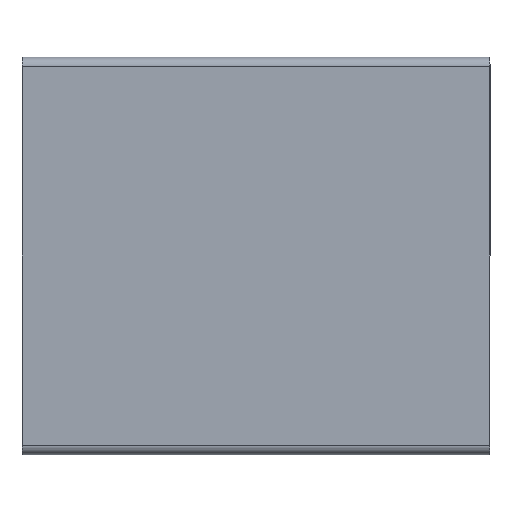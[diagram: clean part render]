
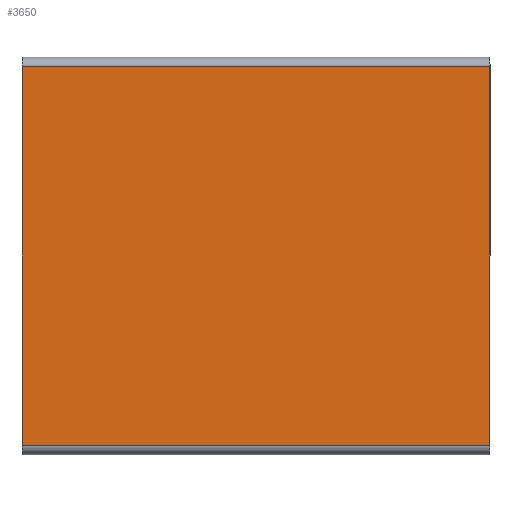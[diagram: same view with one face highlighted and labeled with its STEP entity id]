
A CAD part, left-side view. The second image highlights one B-rep face of the part: STEP entity #3650.
In plain terms, the highlighted planar face has unit normal (-1, 0, 0).
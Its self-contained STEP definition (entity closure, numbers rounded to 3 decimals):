
#343=FACE_OUTER_BOUND('',#590,.T.);
#590=EDGE_LOOP('',(#3235,#3236,#3237,#3238));
#962=LINE('',#5699,#1403);
#964=LINE('',#5709,#1405);
#976=LINE('',#5739,#1417);
#1028=LINE('',#5862,#1469);
#1403=VECTOR('',#4667,10.);
#1405=VECTOR('',#4679,10.);
#1417=VECTOR('',#4705,10.);
#1469=VECTOR('',#4837,10.);
#1754=VERTEX_POINT('',#5696);
#1755=VERTEX_POINT('',#5698);
#1758=VERTEX_POINT('',#5707);
#1769=VERTEX_POINT('',#5737);
#2207=EDGE_CURVE('',#1754,#1755,#962,.T.);
#2213=EDGE_CURVE('',#1758,#1754,#964,.T.);
#2228=EDGE_CURVE('',#1769,#1758,#976,.T.);
#2288=EDGE_CURVE('',#1769,#1755,#1028,.T.);
#3235=ORIENTED_EDGE('',*,*,#2207,.F.);
#3236=ORIENTED_EDGE('',*,*,#2213,.F.);
#3237=ORIENTED_EDGE('',*,*,#2228,.F.);
#3238=ORIENTED_EDGE('',*,*,#2288,.T.);
#3453=PLANE('',#3916);
#3650=ADVANCED_FACE('',(#343),#3453,.T.);
#3916=AXIS2_PLACEMENT_3D('',#5861,#4835,#4836);
#4667=DIRECTION('',(0.,-1.,0.));
#4679=DIRECTION('',(0.,0.,1.));
#4705=DIRECTION('',(0.,1.,0.));
#4835=DIRECTION('center_axis',(-1.,0.,0.));
#4836=DIRECTION('ref_axis',(0.,0.,1.));
#4837=DIRECTION('',(0.,0.,1.));
#5696=CARTESIAN_POINT('',(0.,247.2,-5.));
#5698=CARTESIAN_POINT('',(0.,2.2,-5.));
#5699=CARTESIAN_POINT('',(0.,2.2,-5.));
#5707=CARTESIAN_POINT('',(0.,247.2,-203.));
#5709=CARTESIAN_POINT('',(0.,247.2,-208.));
#5737=CARTESIAN_POINT('',(0.,2.2,-203.));
#5739=CARTESIAN_POINT('',(0.,2.2,-203.));
#5861=CARTESIAN_POINT('Origin',(0.,2.2,-208.));
#5862=CARTESIAN_POINT('',(0.,2.2,-208.));
